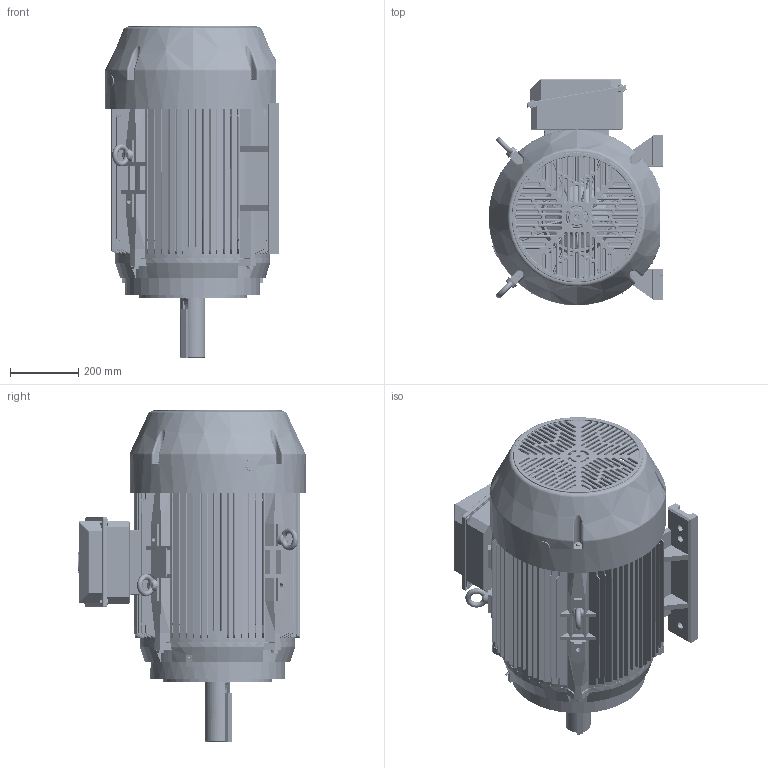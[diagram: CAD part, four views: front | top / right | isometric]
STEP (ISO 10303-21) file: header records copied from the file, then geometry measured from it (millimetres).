
FILE_DESCRIPTION (( 'STEP AP203' ), '1' );
FILE_NAME ('TFC 404-405T C楊擘 俋倛芞 F1 CFC.STEP', '2017-03-17T01:14:21', ( 'abc' ), ( '' ), 'SwSTEP 2.0', 'SolidWorks 2008', '' );
FILE_SCHEMA (( 'CONFIG_CONTROL_DESIGN' ));
Products named in the file (30): 404（5）T转轴8HMN.200.019_默认; 6314_默认; 吊环M16_默认; 6316_默认; 10_默认; 油封80-100-10_默认; 铜油嘴_默认; TFC 400T 机座_默认; TFC400T-盖_默认; M6-10_默认; TFC 404-405T C楊擘 俋倛芞 F1 CFC; TC250B3后端盖（TFC400T后端盖）_默认; TC 250 轴承外盖NDE_默认; 405T 转子_默认; TFC400T-C法兰(4极)_默认; TC 280 轴承外盖DE_默认; 油封70-95-10_默认; IE2 250-4P 风叶_默认; 12_默认; M10-80_默认; M12-45_默认; 扣塞_默认; TFC 400T 平键_默认; 装配体1_默认; TFC400T-座 _默认; NEMA 400接线盒座、盖垫_默认; 400T接线盒座垫_默认; 250后端盖螺栓_默认; TX 250铸铁风罩3_默认; hexagon head bolts-full thread gb_GB_FASTENER_BOLT_STBAB A M8X20-N
Assembly tree (51 placements, depth 3):
  TFC 404-405T C楊擘 俋倛芞 F1 CFC
    IE2 250-4P 风叶_默认
    250后端盖螺栓_默认  x4
    hexagon head bolts-full thread gb_GB_FASTENER_BOLT_STBAB A M8X20-N  x4
    M12-45_默认  x4
    扣塞_默认
    TX 250铸铁风罩3_默认
    吊环M16_默认  x2
    M10-80_默认  x4
    12_默认  x4
    TC250B3后端盖（TFC400T后端盖）_默认
    10_默认  x4
    铜油嘴_默认
    405T 转子_默认
      6314_默认
      404（5）T转轴8HMN.200.019_默认
      6316_默认
    油封80-100-10_默认
    TC 280 轴承外盖DE_默认
    TFC 400T 机座_默认
    TFC 400T 平键_默认
    油封70-95-10_默认
    TFC400T-C法兰(4极)_默认
    400T接线盒座垫_默认
    TC 250 轴承外盖NDE_默认
    装配体1_默认
      M6-10_默认  x4
      NEMA 400接线盒座、盖垫_默认
      TFC400T-座 _默认
      TFC400T-盖_默认
Bounding box: 512 x 665.65 x 973.35 mm (x, y, z)
Volume: 32037678.2 mm3; surface area: 6526813.8 mm2
Topology: 50 solids, 55 shells, 5631 faces, 14714 edges, 9106 vertices
Faces by surface type: plane 2095, cylinder 1756, torus 875, bspline 468, cone 367, sphere 70
Entity records: 195398 total; most frequent: CARTESIAN_POINT 66628, ORIENTED_EDGE 26908, DIRECTION 25687, EDGE_CURVE 13454, AXIS2_PLACEMENT_3D 9884, VERTEX_POINT 8402, VECTOR 5919, LINE 5919
